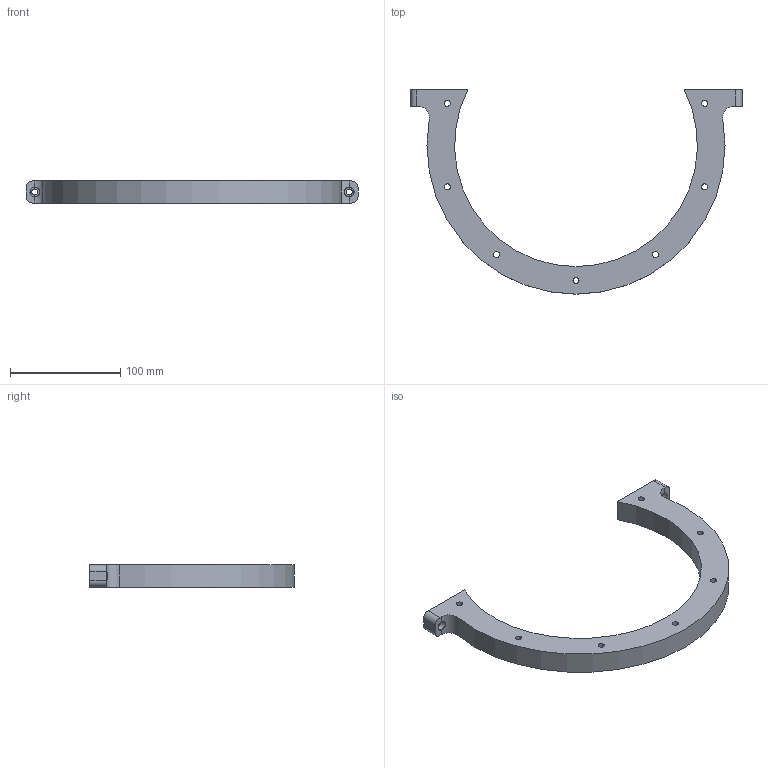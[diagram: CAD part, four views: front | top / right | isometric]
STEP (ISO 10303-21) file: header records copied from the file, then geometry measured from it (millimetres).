
FILE_DESCRIPTION(/* description */ (''),/* implementation_level */ '2;1');
FILE_NAME(/* name */ 'Cylinder 80-20 Spacer_for New LV v3.step',/* time_stamp */ '2025-05-31T11:04:41-04:00',/* author */ (''),/* organization */ (''),/* preprocessor_version */ 'ST-DEVELOPER v20.1',/* originating_system */ 'Autodesk Translation Framework v14.10.0.0',/* authorisation */ '');
FILE_SCHEMA (('AUTOMOTIVE_DESIGN { 1 0 10303 214 3 1 1 }'));
Length unit declared in the file: millimetre
Products named in the file (1): Cylinder 80-20 Spacer_for New LV
Bounding box: 300.72 x 185.1 x 20 mm (x, y, z)
Volume: 253925.3 mm3; surface area: 50406 mm2
Topology: 1 solids, 1 shells, 29 faces, 81 edges, 54 vertices
Faces by surface type: cylinder 19, plane 10
Full cylindrical faces by diameter (mm): 5.5 x9, 8.8 x2
Entity records: 1061 total; most frequent: CARTESIAN_POINT 209, DIRECTION 177, ORIENTED_EDGE 162, EDGE_CURVE 81, AXIS2_PLACEMENT_3D 69, VERTEX_POINT 54, EDGE_LOOP 47, LINE 39
